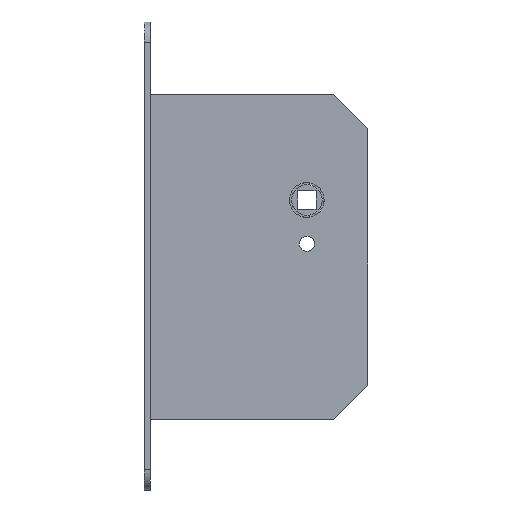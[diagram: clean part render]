
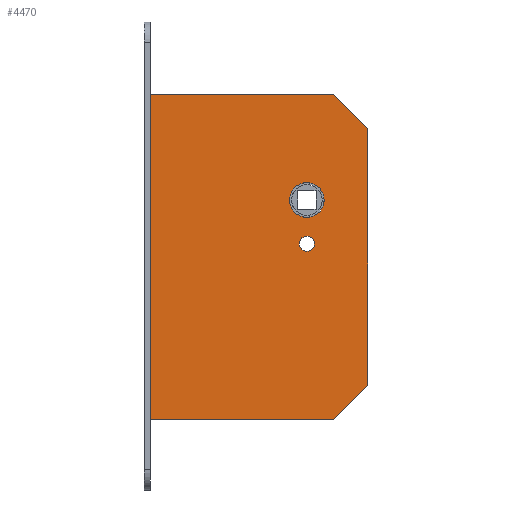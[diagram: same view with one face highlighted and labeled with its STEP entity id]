
A CAD part, top view. The second image highlights one B-rep face of the part: STEP entity #4470.
In plain terms, the highlighted planar face has unit normal (0, 0, 1).
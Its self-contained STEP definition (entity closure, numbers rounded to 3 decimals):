
#64 = PLANE ( 'NONE',  #3621 ) ;
#166 = VERTEX_POINT ( 'NONE', #549 ) ;
#169 = ORIENTED_EDGE ( 'NONE', *, *, #4750, .T. ) ;
#232 = CARTESIAN_POINT ( 'NONE',  ( 0., -21.5, 7.75 ) ) ;
#249 = ORIENTED_EDGE ( 'NONE', *, *, #744, .T. ) ;
#306 = AXIS2_PLACEMENT_3D ( 'NONE', #4187, #334, #526 ) ;
#334 = DIRECTION ( 'NONE',  ( 0., 0., 1. ) ) ;
#359 = VERTEX_POINT ( 'NONE', #4135 ) ;
#365 = LINE ( 'NONE', #5104, #2281 ) ;
#391 = LINE ( 'NONE', #4266, #1307 ) ;
#394 = VERTEX_POINT ( 'NONE', #5392 ) ;
#428 = EDGE_CURVE ( 'NONE', #1286, #394, #4078, .T. ) ;
#477 = DIRECTION ( 'NONE',  ( 1., 0., 0. ) ) ;
#526 = DIRECTION ( 'NONE',  ( 1., 0., 0. ) ) ;
#549 = CARTESIAN_POINT ( 'NONE',  ( -8.5, 0., 7.75 ) ) ;
#566 = DIRECTION ( 'NONE',  ( 1., 0., 0. ) ) ;
#587 = CARTESIAN_POINT ( 'NONE',  ( -77., -108., 7.75 ) ) ;
#634 = CIRCLE ( 'NONE', #3780, 8.5 ) ;
#737 = VERTEX_POINT ( 'NONE', #5258 ) ;
#744 = EDGE_CURVE ( 'NONE', #359, #3648, #2375, .T. ) ;
#755 = LINE ( 'NONE', #2924, #1731 ) ;
#837 = CIRCLE ( 'NONE', #3252, 3.75 ) ;
#862 = AXIS2_PLACEMENT_3D ( 'NONE', #232, #1141, #3213 ) ;
#870 = EDGE_CURVE ( 'NONE', #394, #1286, #837, .T. ) ;
#972 = CARTESIAN_POINT ( 'NONE',  ( -77., 52., 7.75 ) ) ;
#1048 = CARTESIAN_POINT ( 'NONE',  ( 8.5, 0., 7.75 ) ) ;
#1141 = DIRECTION ( 'NONE',  ( 0., 0., 1. ) ) ;
#1160 = DIRECTION ( 'NONE',  ( 0.707, 0.707, 0. ) ) ;
#1199 = EDGE_CURVE ( 'NONE', #3648, #737, #4405, .T. ) ;
#1286 = VERTEX_POINT ( 'NONE', #1501 ) ;
#1307 = VECTOR ( 'NONE', #1160, 1000. ) ;
#1484 = CIRCLE ( 'NONE', #306, 8.5 ) ;
#1501 = CARTESIAN_POINT ( 'NONE',  ( -3.75, -21.5, 7.75 ) ) ;
#1716 = ORIENTED_EDGE ( 'NONE', *, *, #4086, .T. ) ;
#1717 = CARTESIAN_POINT ( 'NONE',  ( -77., -108., 7.75 ) ) ;
#1731 = VECTOR ( 'NONE', #2504, 1000. ) ;
#1735 = LINE ( 'NONE', #3023, #2606 ) ;
#1761 = EDGE_LOOP ( 'NONE', ( #4118, #4620 ) ) ;
#2203 = FACE_OUTER_BOUND ( 'NONE', #2983, .T. ) ;
#2221 = CARTESIAN_POINT ( 'NONE',  ( 0., 0., 7.75 ) ) ;
#2240 = EDGE_LOOP ( 'NONE', ( #2783, #4214 ) ) ;
#2270 = VERTEX_POINT ( 'NONE', #3275 ) ;
#2281 = VECTOR ( 'NONE', #5499, 1000. ) ;
#2316 = DIRECTION ( 'NONE',  ( 0., -1., 0. ) ) ;
#2362 = CARTESIAN_POINT ( 'NONE',  ( 30., -91., 7.75 ) ) ;
#2375 = LINE ( 'NONE', #972, #4368 ) ;
#2391 = VERTEX_POINT ( 'NONE', #2362 ) ;
#2504 = DIRECTION ( 'NONE',  ( -0.707, 0.707, 0. ) ) ;
#2606 = VECTOR ( 'NONE', #4696, 1000. ) ;
#2757 = ORIENTED_EDGE ( 'NONE', *, *, #5280, .T. ) ;
#2783 = ORIENTED_EDGE ( 'NONE', *, *, #5351, .F. ) ;
#2867 = VECTOR ( 'NONE', #4879, 1000. ) ;
#2924 = CARTESIAN_POINT ( 'NONE',  ( 30., 35., 7.75 ) ) ;
#2983 = EDGE_LOOP ( 'NONE', ( #169, #249, #5066, #3959, #1716, #2757 ) ) ;
#2992 = DIRECTION ( 'NONE',  ( 0., 0., 1. ) ) ;
#3023 = CARTESIAN_POINT ( 'NONE',  ( 30., -91., 7.75 ) ) ;
#3080 = DIRECTION ( 'NONE',  ( 1., 0., 0. ) ) ;
#3213 = DIRECTION ( 'NONE',  ( 1., 0., 0. ) ) ;
#3252 = AXIS2_PLACEMENT_3D ( 'NONE', #4410, #3582, #566 ) ;
#3275 = CARTESIAN_POINT ( 'NONE',  ( 30., 35., 7.75 ) ) ;
#3582 = DIRECTION ( 'NONE',  ( 0., 0., 1. ) ) ;
#3621 = AXIS2_PLACEMENT_3D ( 'NONE', #4743, #2992, #477 ) ;
#3648 = VERTEX_POINT ( 'NONE', #1717 ) ;
#3780 = AXIS2_PLACEMENT_3D ( 'NONE', #2221, #3893, #3080 ) ;
#3880 = FACE_BOUND ( 'NONE', #2240, .T. ) ;
#3893 = DIRECTION ( 'NONE',  ( 0., 0., 1. ) ) ;
#3959 = ORIENTED_EDGE ( 'NONE', *, *, #4860, .T. ) ;
#4060 = CARTESIAN_POINT ( 'NONE',  ( 13., 52., 7.75 ) ) ;
#4078 = CIRCLE ( 'NONE', #862, 3.75 ) ;
#4086 = EDGE_CURVE ( 'NONE', #2391, #2270, #1735, .T. ) ;
#4118 = ORIENTED_EDGE ( 'NONE', *, *, #428, .F. ) ;
#4127 = VERTEX_POINT ( 'NONE', #1048 ) ;
#4135 = CARTESIAN_POINT ( 'NONE',  ( -77., 52., 7.75 ) ) ;
#4187 = CARTESIAN_POINT ( 'NONE',  ( 0., 0., 7.75 ) ) ;
#4214 = ORIENTED_EDGE ( 'NONE', *, *, #4898, .F. ) ;
#4266 = CARTESIAN_POINT ( 'NONE',  ( 13., -108., 7.75 ) ) ;
#4368 = VECTOR ( 'NONE', #2316, 1000. ) ;
#4405 = LINE ( 'NONE', #587, #2867 ) ;
#4410 = CARTESIAN_POINT ( 'NONE',  ( 0., -21.5, 7.75 ) ) ;
#4470 = ADVANCED_FACE ( 'NONE', ( #5109, #2203, #3880 ), #64, .T. ) ;
#4611 = VERTEX_POINT ( 'NONE', #4060 ) ;
#4620 = ORIENTED_EDGE ( 'NONE', *, *, #870, .F. ) ;
#4696 = DIRECTION ( 'NONE',  ( 0., 1., 0. ) ) ;
#4743 = CARTESIAN_POINT ( 'NONE',  ( 0., 0., 7.75 ) ) ;
#4750 = EDGE_CURVE ( 'NONE', #4611, #359, #365, .T. ) ;
#4860 = EDGE_CURVE ( 'NONE', #737, #2391, #391, .T. ) ;
#4879 = DIRECTION ( 'NONE',  ( 1., 0., 0. ) ) ;
#4898 = EDGE_CURVE ( 'NONE', #4127, #166, #1484, .T. ) ;
#5066 = ORIENTED_EDGE ( 'NONE', *, *, #1199, .T. ) ;
#5104 = CARTESIAN_POINT ( 'NONE',  ( 13., 52., 7.75 ) ) ;
#5109 = FACE_BOUND ( 'NONE', #1761, .T. ) ;
#5258 = CARTESIAN_POINT ( 'NONE',  ( 13., -108., 7.75 ) ) ;
#5280 = EDGE_CURVE ( 'NONE', #2270, #4611, #755, .T. ) ;
#5351 = EDGE_CURVE ( 'NONE', #166, #4127, #634, .T. ) ;
#5392 = CARTESIAN_POINT ( 'NONE',  ( 3.75, -21.5, 7.75 ) ) ;
#5499 = DIRECTION ( 'NONE',  ( -1., 0., 0. ) ) ;
